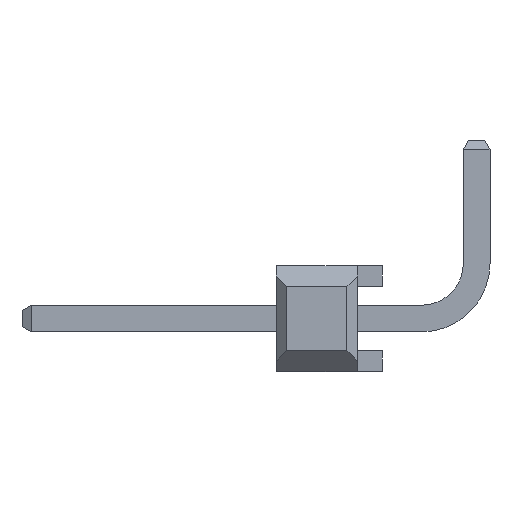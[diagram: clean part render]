
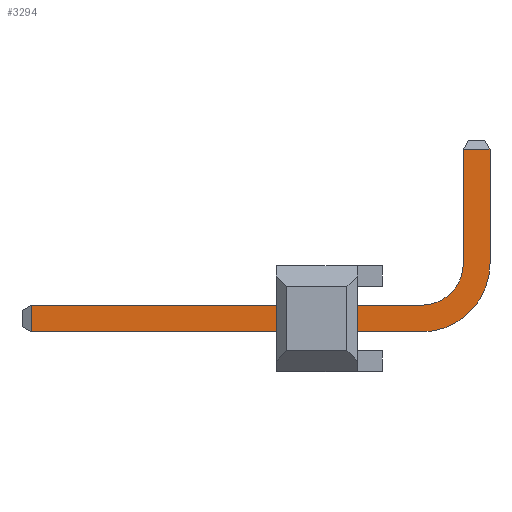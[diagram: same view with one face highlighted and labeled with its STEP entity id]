
A CAD part, left-side view. The second image highlights one B-rep face of the part: STEP entity #3294.
In plain terms, the highlighted planar face has unit normal (-1, 0, 0).
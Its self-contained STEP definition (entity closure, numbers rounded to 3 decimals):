
#2938=DIRECTION('',(0.,1.,0.));
#2939=VECTOR('',#2938,0.64);
#2940=CARTESIAN_POINT('',(-0.32,-0.32,9.223));
#2941=LINE('',#2940,#2939);
#2952=DIRECTION('',(0.,0.,-1.));
#2953=VECTOR('',#2952,9.363);
#2954=CARTESIAN_POINT('',(-0.32,-0.32,9.223));
#2955=LINE('',#2954,#2953);
#2959=CARTESIAN_POINT('',(-0.32,-1.32,-0.14));
#2960=DIRECTION('',(-1.,0.,0.));
#2961=DIRECTION('',(0.,1.,0.));
#2962=AXIS2_PLACEMENT_3D('',#2959,#2960,#2961);
#2967=DIRECTION('',(0.,-1.,0.));
#2968=VECTOR('',#2967,2.733);
#2969=CARTESIAN_POINT('',(-0.32,-1.32,-1.14));
#2970=LINE('',#2969,#2968);
#3003=DIRECTION('',(0.,0.,-1.));
#3004=VECTOR('',#3003,9.363);
#3005=CARTESIAN_POINT('',(-0.32,0.32,9.223));
#3006=LINE('',#3005,#3004);
#3017=CARTESIAN_POINT('',(-0.32,-1.32,-0.14));
#3018=DIRECTION('',(-1.,0.,0.));
#3019=DIRECTION('',(0.,1.,0.));
#3020=AXIS2_PLACEMENT_3D('',#3017,#3018,#3019);
#3032=DIRECTION('',(0.,-1.,0.));
#3033=VECTOR('',#3032,2.733);
#3034=CARTESIAN_POINT('',(-0.32,-1.32,-1.78));
#3035=LINE('',#3034,#3033);
#3102=DIRECTION('',(0.,0.,-1.));
#3103=VECTOR('',#3102,0.64);
#3104=CARTESIAN_POINT('',(-0.32,-4.053,-1.14));
#3105=LINE('',#3104,#3103);
#3153=CARTESIAN_POINT('',(-0.32,-0.32,-0.14));
#3155=VERTEX_POINT('',#3153);
#3156=CARTESIAN_POINT('',(-0.32,0.32,-0.14));
#3158=VERTEX_POINT('',#3156);
#3161=CARTESIAN_POINT('',(-0.32,-1.32,-1.14));
#3163=VERTEX_POINT('',#3161);
#3164=CARTESIAN_POINT('',(-0.32,-1.32,-1.78));
#3166=VERTEX_POINT('',#3164);
#3172=CARTESIAN_POINT('',(-0.32,0.32,9.223));
#3174=VERTEX_POINT('',#3172);
#3182=CARTESIAN_POINT('',(-0.32,-0.32,9.223));
#3183=VERTEX_POINT('',#3182);
#3194=CARTESIAN_POINT('',(-0.32,-4.053,-1.78));
#3195=VERTEX_POINT('',#3194);
#3198=CARTESIAN_POINT('',(-0.32,-4.053,-1.14));
#3199=VERTEX_POINT('',#3198);
#3272=CARTESIAN_POINT('',(-0.32,-0.32,9.44));
#3273=DIRECTION('',(-1.,0.,0.));
#3274=DIRECTION('',(0.,1.,0.));
#3275=AXIS2_PLACEMENT_3D('',#3272,#3273,#3274);
#3276=PLANE('',#3275);
#3277=ORIENTED_EDGE('',*,*,#3266,.F.);
#3279=ORIENTED_EDGE('',*,*,#3278,.T.);
#3281=ORIENTED_EDGE('',*,*,#3280,.T.);
#3283=ORIENTED_EDGE('',*,*,#3282,.T.);
#3285=ORIENTED_EDGE('',*,*,#3284,.T.);
#3287=ORIENTED_EDGE('',*,*,#3286,.F.);
#3289=ORIENTED_EDGE('',*,*,#3288,.F.);
#3291=ORIENTED_EDGE('',*,*,#3290,.F.);
#3292=EDGE_LOOP('',(#3277,#3279,#3281,#3283,#3285,#3287,#3289,#3291));
#3293=FACE_OUTER_BOUND('',#3292,.F.);
#3294=ADVANCED_FACE('',(#3293),#3276,.T.);
#2963=CIRCLE('',#2962,1.);
#3021=CIRCLE('',#3020,1.64);
#3266=EDGE_CURVE('',#3183,#3174,#2941,.T.);
#3278=EDGE_CURVE('',#3183,#3155,#2955,.T.);
#3280=EDGE_CURVE('',#3155,#3163,#2963,.T.);
#3282=EDGE_CURVE('',#3163,#3199,#2970,.T.);
#3284=EDGE_CURVE('',#3199,#3195,#3105,.T.);
#3286=EDGE_CURVE('',#3166,#3195,#3035,.T.);
#3288=EDGE_CURVE('',#3158,#3166,#3021,.T.);
#3290=EDGE_CURVE('',#3174,#3158,#3006,.T.);
